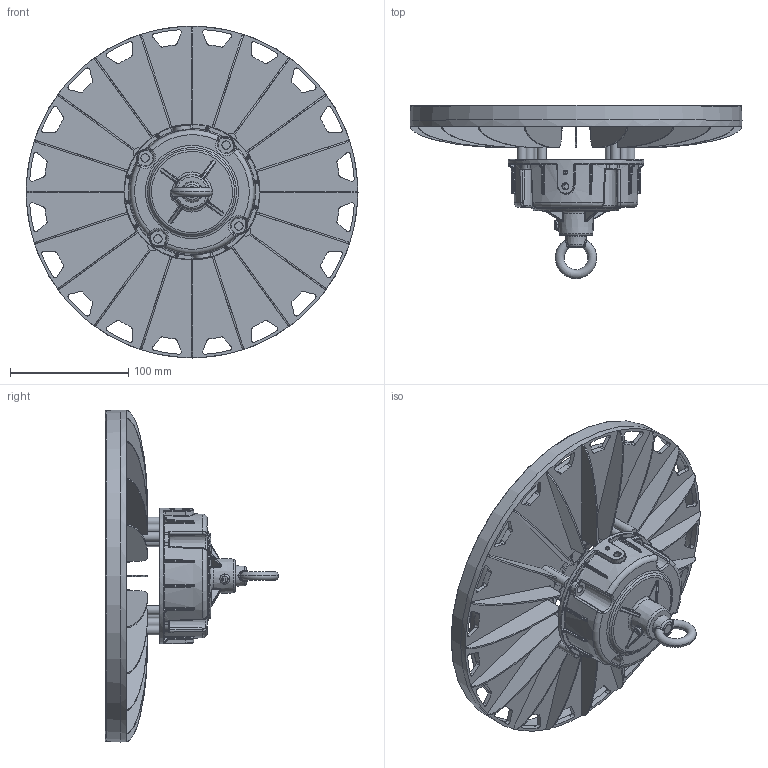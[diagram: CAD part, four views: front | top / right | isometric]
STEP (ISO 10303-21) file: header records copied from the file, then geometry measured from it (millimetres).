
FILE_DESCRIPTION (( 'STEP AP214' ), '1' );
FILE_NAME ('LEDVANCE_High_Bay_gen3_93W.STEP', '2022-02-01T15:25:33', ( '' ), ( '' ), 'SwSTEP 2.0', 'SolidWorks 2020', '' );
FILE_SCHEMA (( 'AUTOMOTIVE_DESIGN' ));
Length unit declared in the file: millimetre
Products named in the file (1): LEDVANCE_High_Bay_gen3_93W
Bounding box: 280.5 x 146.2 x 280.5 mm (x, y, z)
Volume: 864551.7 mm3; surface area: 384403.5 mm2
Topology: 8 solids, 8 shells, 1630 faces, 4476 edges, 2778 vertices
Faces by surface type: cylinder 638, plane 443, bspline 276, torus 177, cone 76, sphere 20
Full cylindrical faces by diameter (mm): 2.2 x4, 3 x2, 4.2 x1, 5 x2, 7 x4, 8.5 x1, 68.694 x1, 70 x1, 95.471 x1, 219.392 x1, 225.162 x1, 244.929 x1
Entity records: 94968 total; most frequent: CARTESIAN_POINT 40251, ORIENTED_EDGE 8640, DIRECTION 6430, EDGE_CURVE 4320, VERTEX_POINT 2750, AXIS2_PLACEMENT_3D 2616, EDGE_LOOP 1750, B_SPLINE_CURVE_WITH_KNOTS 1701
